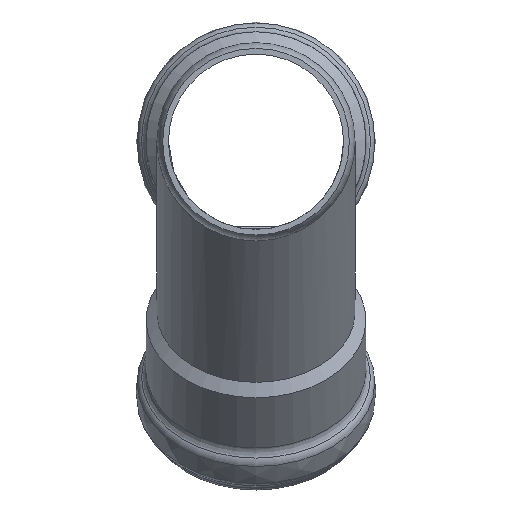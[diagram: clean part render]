
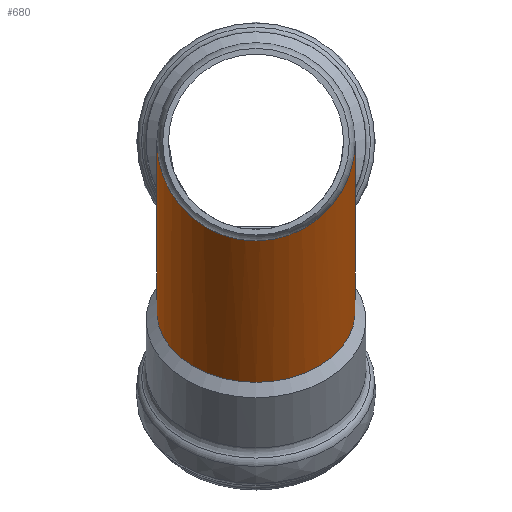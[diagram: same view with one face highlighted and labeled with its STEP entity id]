
A CAD part, front view. The second image highlights one B-rep face of the part: STEP entity #680.
In plain terms, the highlighted cylindrical face has radius 39 mm (diameter 78 mm), a partial arc.
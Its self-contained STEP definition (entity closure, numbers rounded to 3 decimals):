
#94=CIRCLE('',#747,39.);
#141=CYLINDRICAL_SURFACE('',#744,39.);
#165=FACE_OUTER_BOUND('',#214,.T.);
#214=EDGE_LOOP('',(#526,#527,#528,#529,#530,#531,#532,#533,#534,#535));
#302=ELLIPSE('',#730,104.146,39.);
#303=ELLIPSE('',#731,118.631,39.);
#304=ELLIPSE('',#732,104.933,39.);
#305=ELLIPSE('',#733,104.933,39.);
#306=ELLIPSE('',#734,118.631,39.);
#307=ELLIPSE('',#735,42.121,39.);
#308=ELLIPSE('',#736,42.121,39.);
#316=ELLIPSE('',#745,42.213,39.);
#317=ELLIPSE('',#746,101.912,39.);
#332=VERTEX_POINT('',#1125);
#333=VERTEX_POINT('',#1166);
#334=VERTEX_POINT('',#76445);
#335=VERTEX_POINT('',#76447);
#341=VERTEX_POINT('',#76479);
#342=VERTEX_POINT('',#76483);
#343=VERTEX_POINT('',#76485);
#344=VERTEX_POINT('',#76487);
#345=VERTEX_POINT('',#76489);
#357=VERTEX_POINT('',#76534);
#411=EDGE_CURVE('',#333,#332,#302,.T.);
#412=EDGE_CURVE('',#334,#332,#303,.T.);
#413=EDGE_CURVE('',#335,#334,#304,.T.);
#420=EDGE_CURVE('',#342,#341,#305,.T.);
#421=EDGE_CURVE('',#343,#342,#306,.T.);
#422=EDGE_CURVE('',#344,#343,#307,.T.);
#423=EDGE_CURVE('',#345,#344,#308,.T.);
#436=EDGE_CURVE('',#357,#333,#316,.T.);
#437=EDGE_CURVE('',#345,#357,#317,.T.);
#438=EDGE_CURVE('',#341,#335,#94,.T.);
#526=ORIENTED_EDGE('',*,*,#411,.F.);
#527=ORIENTED_EDGE('',*,*,#436,.F.);
#528=ORIENTED_EDGE('',*,*,#437,.F.);
#529=ORIENTED_EDGE('',*,*,#423,.T.);
#530=ORIENTED_EDGE('',*,*,#422,.T.);
#531=ORIENTED_EDGE('',*,*,#421,.T.);
#532=ORIENTED_EDGE('',*,*,#420,.T.);
#533=ORIENTED_EDGE('',*,*,#438,.T.);
#534=ORIENTED_EDGE('',*,*,#413,.T.);
#535=ORIENTED_EDGE('',*,*,#412,.T.);
#680=ADVANCED_FACE('',(#165),#141,.T.);
#730=AXIS2_PLACEMENT_3D('',#1168,#851,#852);
#731=AXIS2_PLACEMENT_3D('',#76446,#853,#854);
#732=AXIS2_PLACEMENT_3D('',#76448,#855,#856);
#733=AXIS2_PLACEMENT_3D('',#76484,#857,#858);
#734=AXIS2_PLACEMENT_3D('',#76486,#859,#860);
#735=AXIS2_PLACEMENT_3D('',#76488,#861,#862);
#736=AXIS2_PLACEMENT_3D('',#76490,#863,#864);
#744=AXIS2_PLACEMENT_3D('',#76533,#879,#880);
#745=AXIS2_PLACEMENT_3D('',#76535,#881,#882);
#746=AXIS2_PLACEMENT_3D('',#76536,#883,#884);
#747=AXIS2_PLACEMENT_3D('',#76537,#885,#886);
#851=DIRECTION('center_axis',(0.,0.391,0.92));
#852=DIRECTION('ref_axis',(0.,0.92,-0.391));
#853=DIRECTION('center_axis',(0.,-0.435,-0.9));
#854=DIRECTION('ref_axis',(0.,0.9,-0.435));
#855=DIRECTION('center_axis',(0.,-0.394,-0.919));
#856=DIRECTION('ref_axis',(0.,0.919,-0.394));
#857=DIRECTION('center_axis',(0.,-0.394,-0.919));
#858=DIRECTION('ref_axis',(0.,0.919,-0.394));
#859=DIRECTION('center_axis',(0.,-0.435,-0.9));
#860=DIRECTION('ref_axis',(0.,0.9,-0.435));
#861=DIRECTION('center_axis',(0.,-0.922,0.388));
#862=DIRECTION('ref_axis',(0.,0.388,0.922));
#863=DIRECTION('center_axis',(0.,-0.922,0.388));
#864=DIRECTION('ref_axis',(0.,0.388,0.922));
#879=DIRECTION('center_axis',(0.,-0.707,0.707));
#880=DIRECTION('ref_axis',(1.,0.,0.));
#881=DIRECTION('center_axis',(0.,-0.924,0.383));
#882=DIRECTION('ref_axis',(0.,0.383,0.924));
#883=DIRECTION('center_axis',(0.,0.383,0.924));
#884=DIRECTION('ref_axis',(0.,0.924,-0.383));
#885=DIRECTION('center_axis',(0.,-0.707,0.707));
#886=DIRECTION('ref_axis',(1.,0.,0.));
#1125=CARTESIAN_POINT('',(16.527,162.815,-36.858));
#1166=CARTESIAN_POINT('',(39.,76.,0.));
#1168=CARTESIAN_POINT('Origin',(0.,76.,0.));
#76445=CARTESIAN_POINT('',(11.276,168.33,-39.531));
#76446=CARTESIAN_POINT('Origin',(0.,66.093,9.907));
#76447=CARTESIAN_POINT('',(8.605,170.073,-40.278));
#76448=CARTESIAN_POINT('Origin',(0.,75.989,0.011));
#76479=CARTESIAN_POINT('',(-8.605,170.073,-40.278));
#76483=CARTESIAN_POINT('',(-11.276,168.33,-39.531));
#76484=CARTESIAN_POINT('Origin',(0.,75.989,0.011));
#76485=CARTESIAN_POINT('',(-20.31,157.266,-34.181));
#76486=CARTESIAN_POINT('Origin',(0.,66.093,9.907));
#76487=CARTESIAN_POINT('',(-19.934,157.361,-33.956));
#76488=CARTESIAN_POINT('Origin',(0.,143.329,-67.329));
#76489=CARTESIAN_POINT('',(-19.563,157.452,-33.739));
#76490=CARTESIAN_POINT('Origin',(0.,143.329,-67.329));
#76533=CARTESIAN_POINT('Origin',(0.,143.175,-67.175));
#76534=CARTESIAN_POINT('',(-39.,76.,0.));
#76535=CARTESIAN_POINT('Origin',(0.,76.,0.));
#76536=CARTESIAN_POINT('Origin',(0.,76.,0.));
#76537=CARTESIAN_POINT('Origin',(0.,143.175,-67.175));
